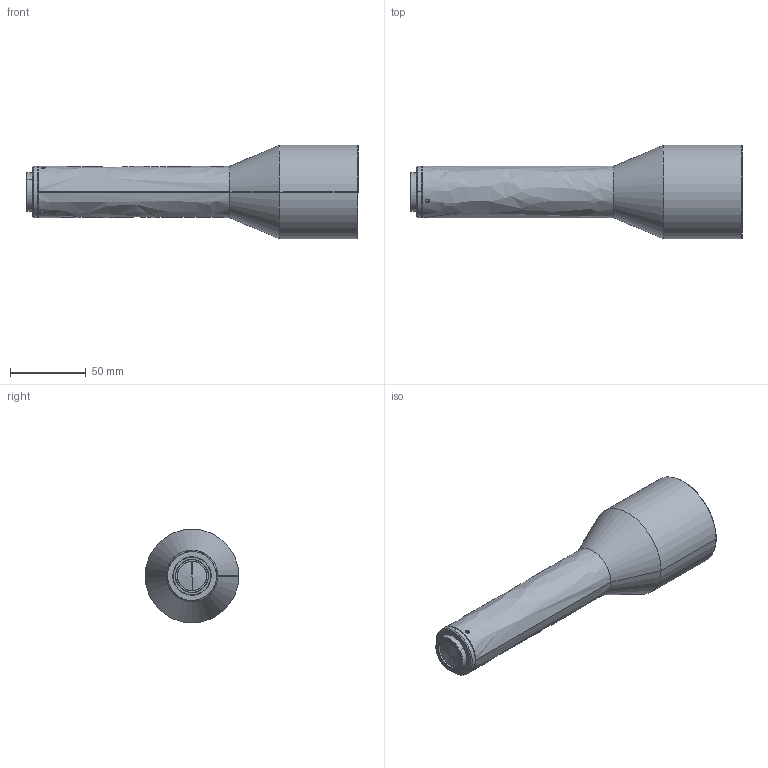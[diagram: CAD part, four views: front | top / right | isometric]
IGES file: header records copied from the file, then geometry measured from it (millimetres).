
Start section: SolidWorks IGES file using analytic representation for surfaces
Global section: file name: WWK055-220-111.IGS,1; native system: 5HSolidWorks 2017; preprocessor: SolidWorks 2017; author: luosh; date: 190809.102742; units: millimetre
Bounding box: 219.81 x 62 x 62 mm (x, y, z)
Surface area: 34095 mm2 (no closed solid volume)
Topology: 0 solids, 0 shells, 46 faces, 928 edges, 924 vertices
Faces by surface type: revolution 41, bspline 5
